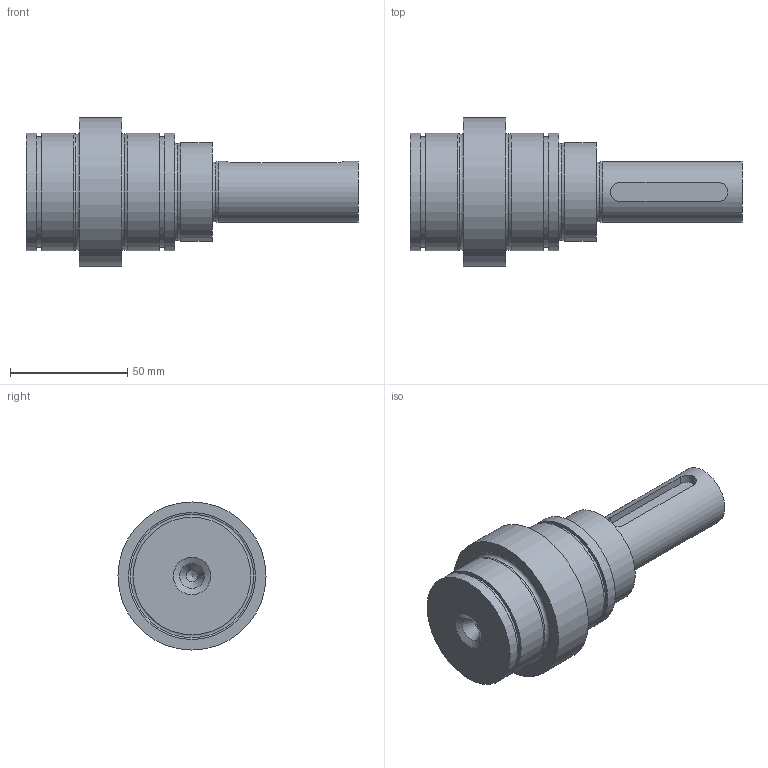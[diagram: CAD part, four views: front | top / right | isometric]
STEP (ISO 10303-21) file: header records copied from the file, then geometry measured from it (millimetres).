
FILE_DESCRIPTION(/* description */ (''),/* implementation_level */ '2;1');
FILE_NAME(/* name */ 'shaft_3.stp',/* time_stamp */ '2025-10-16T14:45:35Z',/* author */ ('Administrator'),/* organization */ (''),/* preprocessor_version */ 'ST-DEVELOPER v20.1',/* originating_system */ 'Autodesk Inventor 2026',/* authorisation */ '');
FILE_SCHEMA (('AUTOMOTIVE_DESIGN { 1 0 10303 214 3 1 1 }'));
Length unit declared in the file: millimetre
Products named in the file (1): 3
Bounding box: 141.3 x 63 x 63 mm (x, y, z)
Volume: 196608.1 mm3; surface area: 25638.1 mm2
Topology: 1 solids, 1 shells, 40 faces, 82 edges, 53 vertices
Faces by surface type: plane 13, cylinder 12, cone 11, torus 4
Full cylindrical faces by diameter (mm): 5 x1, 26 x1, 42 x1, 47 x2, 50 x4, 63 x1
Entity records: 1140 total; most frequent: CARTESIAN_POINT 211, DIRECTION 207, ORIENTED_EDGE 162, AXIS2_PLACEMENT_3D 89, EDGE_CURVE 81, VERTEX_POINT 53, EDGE_LOOP 50, CIRCLE 48
